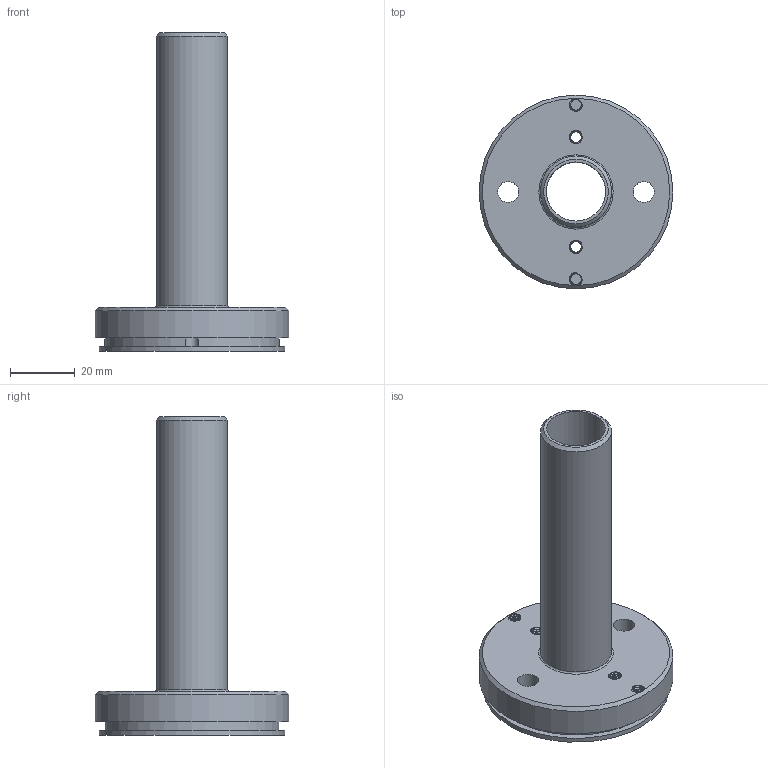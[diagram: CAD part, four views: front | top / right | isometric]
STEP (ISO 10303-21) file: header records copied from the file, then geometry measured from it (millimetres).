
FILE_DESCRIPTION(/* description */ (''),/* implementation_level */ '2;1');
FILE_NAME(/* name */ 'Joint embase carter Polini 103 cylindre Nitro v90.step',/* time_stamp */ '2024-01-07T13:55:09+01:00',/* author */ (''),/* organization */ (''),/* preprocessor_version */ 'ST-DEVELOPER v20',/* originating_system */ 'Autodesk Translation Framework v12.14.0.127',/* authorisation */ '');
FILE_SCHEMA (('AUTOMOTIVE_DESIGN { 1 0 10303 214 3 1 1 }'));
Length unit declared in the file: millimetre
Products named in the file (1): Joint embase carter Polini 103 cylindre Nitro
Bounding box: 60 x 60 x 98.6 mm (x, y, z)
Volume: 41533 mm3; surface area: 20891.5 mm2
Topology: 1 solids, 1 shells, 203 faces, 602 edges, 402 vertices
Faces by surface type: cylinder 180, bspline 12, plane 8, cone 2, torus 1
Full cylindrical faces by diameter (mm): 3.332 x32, 4.109 x24, 4.11 x8, 6.5 x2, 18.3 x1, 22 x1, 57.5 x1, 60 x1
Entity records: 17758 total; most frequent: CARTESIAN_POINT 12993, ORIENTED_EDGE 1204, DIRECTION 660, EDGE_CURVE 602, VERTEX_POINT 402, B_SPLINE_CURVE_WITH_KNOTS 378, AXIS2_PLACEMENT_3D 244, EDGE_LOOP 218
